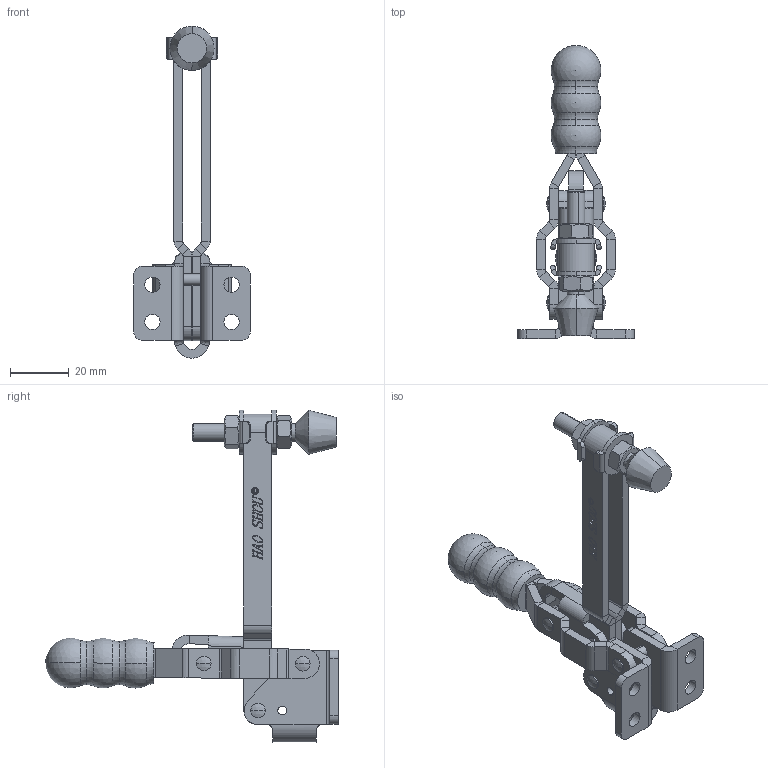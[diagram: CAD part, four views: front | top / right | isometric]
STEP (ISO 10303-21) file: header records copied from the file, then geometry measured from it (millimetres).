
FILE_DESCRIPTION (( 'STEP AP203' ), '1' );
FILE_NAME ('HS-12050U-80.STEP', '2019-07-30T10:00:59', ( '微软用户' ), ( '微软中国' ), 'SwSTEP 2.0', 'SolidWorks 2012', '' );
FILE_SCHEMA (( 'CONFIG_CONTROL_DESIGN' ));
Length unit declared in the file: millimetre
Products named in the file (12): hexagon head bolts-full thread gb_GB_FASTENER_BOLT_STBAB A M6X40-C; U陑揤參-80; 眻忒參; 酗种; 揤輸; 忒梟; 蟀裝; 楊擘菁釱; 傻种; FW-141; HS-12050U-80; hex nuts, style 1-grades ab gb_GB_FASTENER_NUT_SNAB1 M6-N
Assembly tree (16 placements, depth 2):
  HS-12050U-80
    傻种  x2
    楊擘菁釱
    蟀裝
    忒梟  x2
    揤輸
    酗种  x2
    眻忒參
    U陑揤參-80
    hexagon head bolts-full thread gb_GB_FASTENER_BOLT_STBAB A M6X40-C
    FW-141  x2
    hex nuts, style 1-grades ab gb_GB_FASTENER_NUT_SNAB1 M6-N  x2
Bounding box: 39.7 x 99.99 x 113.33 mm (x, y, z)
Volume: 29470.8 mm3; surface area: 25549 mm2
Topology: 16 solids, 16 shells, 873 faces, 2205 edges, 1400 vertices
Faces by surface type: plane 463, cylinder 180, bspline 168, cone 30, sphere 22, torus 10
Entity records: 32707 total; most frequent: CARTESIAN_POINT 14015, ORIENTED_EDGE 3830, DIRECTION 3093, EDGE_CURVE 1915, VERTEX_POINT 1225, LINE 1187, VECTOR 1187, AXIS2_PLACEMENT_3D 953
